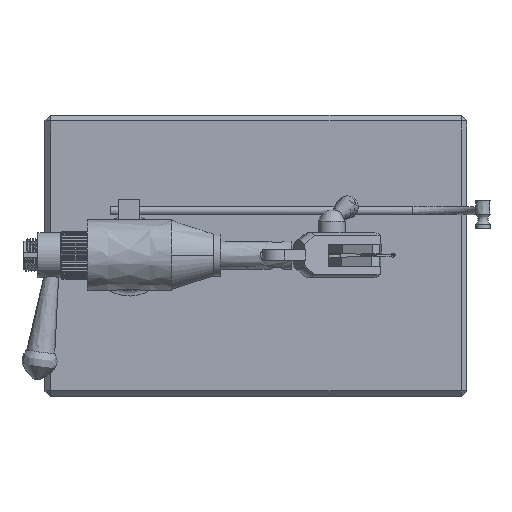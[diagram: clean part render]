
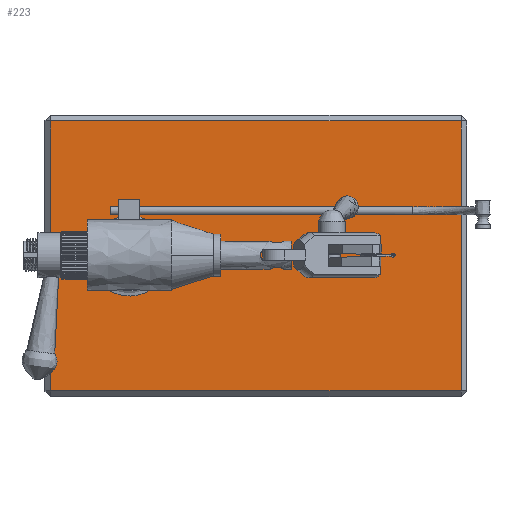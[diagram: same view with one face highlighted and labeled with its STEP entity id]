
A CAD part, top view. The second image highlights one B-rep face of the part: STEP entity #223.
In plain terms, the highlighted free-form (B-spline) face has degree [1, 1] with [2, 2] control points.
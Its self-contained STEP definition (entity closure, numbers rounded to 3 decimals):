
#86 = VERTEX_POINT('',#87);
#87 = CARTESIAN_POINT('',(-24.013,41.165,
    0.));
#94 = VERTEX_POINT('',#95);
#95 = CARTESIAN_POINT('',(101.196,41.165,
    0.));
#100 = EDGE_CURVE('',#86,#94,#101,.T.);
#101 = B_SPLINE_CURVE_WITH_KNOTS('',1,(#102,#103),.UNSPECIFIED.,.F.,.F.,
  (2,2),(2.,148.),.PIECEWISE_BEZIER_KNOTS.);
#102 = CARTESIAN_POINT('',(-24.013,41.165,0.));
#103 = CARTESIAN_POINT('',(101.196,41.165,0.));
#223 = ADVANCED_FACE('',(#224,#246),#260,.T.);
#224 = FACE_BOUND('',#225,.T.);
#225 = EDGE_LOOP('',(#226,#227,#234,#241));
#226 = ORIENTED_EDGE('',*,*,#100,.F.);
#227 = ORIENTED_EDGE('',*,*,#228,.F.);
#228 = EDGE_CURVE('',#229,#86,#231,.T.);
#229 = VERTEX_POINT('',#230);
#230 = CARTESIAN_POINT('',(-24.013,-41.165,
    0.));
#231 = B_SPLINE_CURVE_WITH_KNOTS('',1,(#232,#233),.UNSPECIFIED.,.F.,.F.,
  (2,2),(2.,98.),.PIECEWISE_BEZIER_KNOTS.);
#232 = CARTESIAN_POINT('',(-24.013,-41.165,0.));
#233 = CARTESIAN_POINT('',(-24.013,41.165,0.));
#234 = ORIENTED_EDGE('',*,*,#235,.F.);
#235 = EDGE_CURVE('',#236,#229,#238,.T.);
#236 = VERTEX_POINT('',#237);
#237 = CARTESIAN_POINT('',(101.196,-41.165,
    0.));
#238 = B_SPLINE_CURVE_WITH_KNOTS('',1,(#239,#240),.UNSPECIFIED.,.F.,.F.,
  (2,2),(2.,148.),.PIECEWISE_BEZIER_KNOTS.);
#239 = CARTESIAN_POINT('',(101.196,-41.165,0.));
#240 = CARTESIAN_POINT('',(-24.013,-41.165,0.));
#241 = ORIENTED_EDGE('',*,*,#242,.F.);
#242 = EDGE_CURVE('',#94,#236,#243,.T.);
#243 = B_SPLINE_CURVE_WITH_KNOTS('',1,(#244,#245),.UNSPECIFIED.,.F.,.F.,
  (2,2),(2.,98.),.PIECEWISE_BEZIER_KNOTS.);
#244 = CARTESIAN_POINT('',(101.196,41.165,0.));
#245 = CARTESIAN_POINT('',(101.196,-41.165,0.));
#246 = FACE_BOUND('',#247,.T.);
#247 = EDGE_LOOP('',(#248));
#248 = ORIENTED_EDGE('',*,*,#249,.T.);
#249 = EDGE_CURVE('',#250,#250,#252,.T.);
#250 = VERTEX_POINT('',#251);
#251 = CARTESIAN_POINT('',(12.221,0.,
    0.));
#252 = ( BOUNDED_CURVE() B_SPLINE_CURVE(2,(#253,#254,#255,#256,#257,#258
,#259),.UNSPECIFIED.,.T.,.F.) B_SPLINE_CURVE_WITH_KNOTS((1,2,2,2,2,1),(
    -2.094,0.,2.094,4.189,6.283,
8.378),.UNSPECIFIED.) CURVE() GEOMETRIC_REPRESENTATION_ITEM() 
RATIONAL_B_SPLINE_CURVE((1.,0.5,1.,0.5,1.,0.5,1.)) REPRESENTATION_ITEM(
  '') );
#253 = CARTESIAN_POINT('',(12.221,0.,
    0.));
#254 = CARTESIAN_POINT('',(12.221,-21.167,
    0.));
#255 = CARTESIAN_POINT('',(-6.11,-10.583,
    0.));
#256 = CARTESIAN_POINT('',(-24.441,0.,
    0.));
#257 = CARTESIAN_POINT('',(-6.11,10.583,
    0.));
#258 = CARTESIAN_POINT('',(12.221,21.167,
    0.));
#259 = CARTESIAN_POINT('',(12.221,0.,
    0.));
#260 = B_SPLINE_SURFACE_WITH_KNOTS('',1,1,(
    (#261,#262)
    ,(#263,#264
    )),.UNSPECIFIED.,.F.,.F.,.F.,(2,2),(2,2),(-73.,73.),(-48.,48.),
  .PIECEWISE_BEZIER_KNOTS.);
#261 = CARTESIAN_POINT('',(-24.013,-41.165,0.));
#262 = CARTESIAN_POINT('',(-24.013,41.165,0.));
#263 = CARTESIAN_POINT('',(101.196,-41.165,0.));
#264 = CARTESIAN_POINT('',(101.196,41.165,0.));
